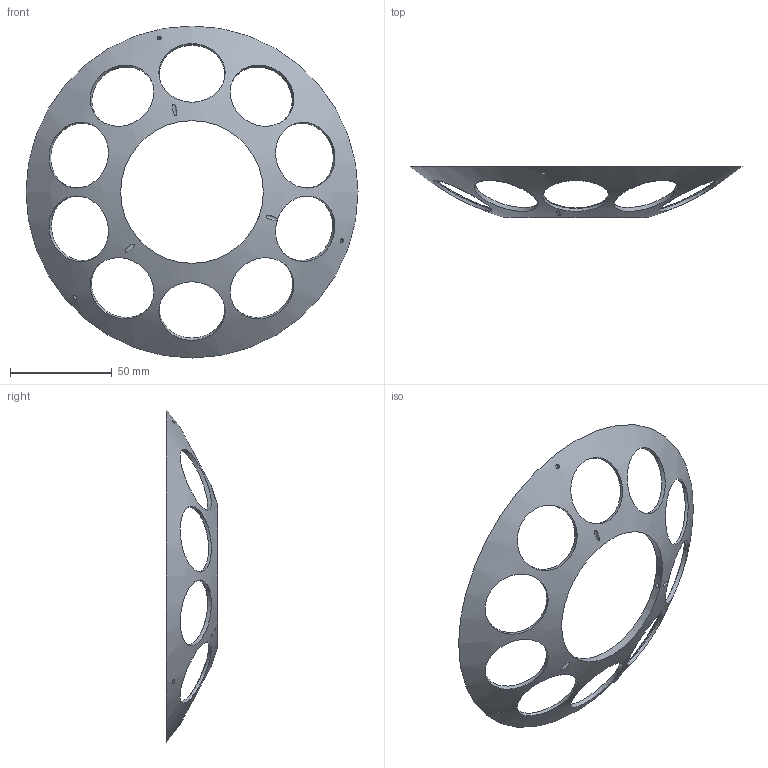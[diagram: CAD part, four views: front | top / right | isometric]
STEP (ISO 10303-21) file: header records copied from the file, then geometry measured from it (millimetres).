
FILE_DESCRIPTION(/* description */ (''),/* implementation_level */ '2;1');
FILE_NAME(/* name */ 'SCHERMO SFERA PIOMBO_01 NEW.stp',/* time_stamp */ '2016-06-22T14:22:56+02:00',/* author */ (''),/* organization */ (''),/* preprocessor_version */ 'ST-DEVELOPER v15',/* originating_system */ 'SIEMENS PLM Software NX 8.5',/* authorisation */ '');
FILE_SCHEMA (('AUTOMOTIVE_DESIGN { 1 0 10303 214 3 1 1 1 }'));
Length unit declared in the file: millimetre
Products named in the file (1): mramADF4DA705zcd
Bounding box: 162.85 x 25.02 x 162.85 mm (x, y, z)
Volume: 21484.5 mm3; surface area: 25781.6 mm2
Topology: 1 solids, 1 shells, 31 faces, 112 edges, 103 vertices
Faces by surface type: cylinder 12, cone 10, plane 7, sphere 2
Full cylindrical faces by diameter (mm): 2 x6, 37 x5, 70 x1
Entity records: 1385 total; most frequent: CARTESIAN_POINT 407, DIRECTION 190, ORIENTED_EDGE 96, FACE_BOUND 93, EDGE_LOOP 93, AXIS2_PLACEMENT_3D 89, CIRCLE 56, EDGE_CURVE 48
